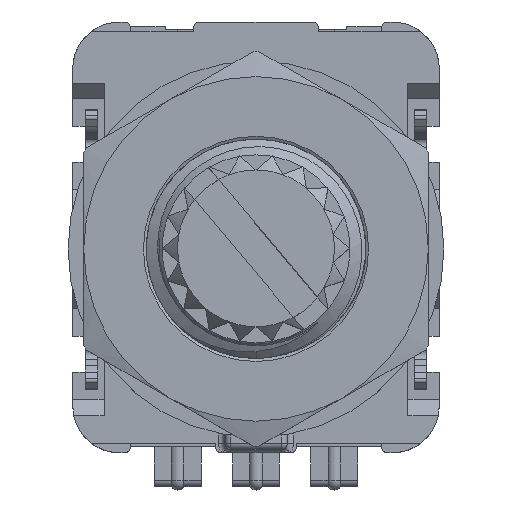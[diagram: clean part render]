
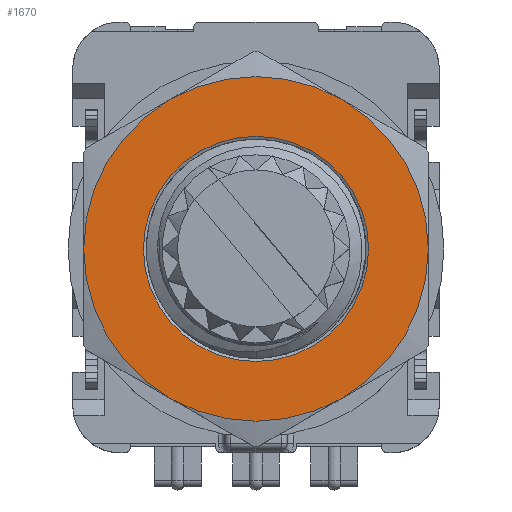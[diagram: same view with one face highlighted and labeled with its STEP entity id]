
A CAD part, top view. The second image highlights one B-rep face of the part: STEP entity #1670.
In plain terms, the highlighted planar face has unit normal (0, 0, 1).
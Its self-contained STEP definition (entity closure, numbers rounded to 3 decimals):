
#1670=ADVANCED_FACE('',(#12182,#12184),#12186,.T.);
#12182=FACE_BOUND('',#12183,.T.);
#12183=EDGE_LOOP('',(#17151,#17152,#17153,#17154,#17155,#17156));
#12184=FACE_BOUND('',#12185,.T.);
#12185=EDGE_LOOP('',(#17157));
#12186=PLANE('',#12187);
#12187=AXIS2_PLACEMENT_3D('',#12188,#12189,#12190);
#12188=CARTESIAN_POINT('',(0.,0.,3.3));
#12189=DIRECTION('',(0.,0.,1.));
#12190=DIRECTION('',(0.,-1.,0.));
#17151=ORIENTED_EDGE('',*,*,#19864,.F.);
#17152=ORIENTED_EDGE('',*,*,#19865,.F.);
#17153=ORIENTED_EDGE('',*,*,#19866,.F.);
#17154=ORIENTED_EDGE('',*,*,#19867,.F.);
#17155=ORIENTED_EDGE('',*,*,#19868,.F.);
#17156=ORIENTED_EDGE('',*,*,#19869,.F.);
#17157=ORIENTED_EDGE('',*,*,#19851,.T.);
#19851=EDGE_CURVE('',#21682,#21682,#21683,.T.);
#19864=EDGE_CURVE('',#21704,#21705,#21706,.T.);
#19865=EDGE_CURVE('',#21707,#21704,#21708,.T.);
#19866=EDGE_CURVE('',#21709,#21707,#21710,.T.);
#19867=EDGE_CURVE('',#21711,#21709,#21712,.T.);
#19868=EDGE_CURVE('',#21713,#21711,#21714,.T.);
#19869=EDGE_CURVE('',#21705,#21713,#21715,.T.);
#21682=VERTEX_POINT('',#26862);
#21683=CIRCLE('',#26863,3.594);
#21704=VERTEX_POINT('',#27369);
#21705=VERTEX_POINT('',#27370);
#21706=CIRCLE('',#27371,5.5);
#21707=VERTEX_POINT('',#27375);
#21708=CIRCLE('',#27376,5.5);
#21709=VERTEX_POINT('',#27380);
#21710=CIRCLE('',#27381,5.5);
#21711=VERTEX_POINT('',#27385);
#21712=CIRCLE('',#27386,5.5);
#21713=VERTEX_POINT('',#27390);
#21714=CIRCLE('',#27391,5.5);
#21715=CIRCLE('',#27395,5.5);
#26862=CARTESIAN_POINT('',(0.,-3.594,3.3));
#26863=AXIS2_PLACEMENT_3D('',#26864,#26865,#26866);
#26864=CARTESIAN_POINT('',(0.,0.,3.3));
#26865=DIRECTION('',(0.,0.,-1.));
#26866=DIRECTION('',(0.,-1.,0.));
#27369=CARTESIAN_POINT('',(5.5,0.,3.3));
#27370=CARTESIAN_POINT('',(2.75,-4.763,3.3));
#27371=AXIS2_PLACEMENT_3D('',#27372,#27373,#27374);
#27372=CARTESIAN_POINT('',(0.,0.,3.3));
#27373=DIRECTION('',(0.,0.,-1.));
#27374=DIRECTION('',(1.,0.,0.));
#27375=CARTESIAN_POINT('',(2.75,4.763,3.3));
#27376=AXIS2_PLACEMENT_3D('',#27377,#27378,#27379);
#27377=CARTESIAN_POINT('',(0.,0.,3.3));
#27378=DIRECTION('',(0.,0.,-1.));
#27379=DIRECTION('',(0.5,0.866,0.));
#27380=CARTESIAN_POINT('',(-2.75,4.763,3.3));
#27381=AXIS2_PLACEMENT_3D('',#27382,#27383,#27384);
#27382=CARTESIAN_POINT('',(0.,0.,3.3));
#27383=DIRECTION('',(0.,0.,-1.));
#27384=DIRECTION('',(-0.5,0.866,0.));
#27385=CARTESIAN_POINT('',(-5.5,0.,3.3));
#27386=AXIS2_PLACEMENT_3D('',#27387,#27388,#27389);
#27387=CARTESIAN_POINT('',(0.,0.,3.3));
#27388=DIRECTION('',(0.,0.,-1.));
#27389=DIRECTION('',(-1.,0.,0.));
#27390=CARTESIAN_POINT('',(-2.75,-4.763,3.3));
#27391=AXIS2_PLACEMENT_3D('',#27392,#27393,#27394);
#27392=CARTESIAN_POINT('',(0.,0.,3.3));
#27393=DIRECTION('',(0.,0.,-1.));
#27394=DIRECTION('',(-0.5,-0.866,0.));
#27395=AXIS2_PLACEMENT_3D('',#27396,#27397,#27398);
#27396=CARTESIAN_POINT('',(0.,0.,3.3));
#27397=DIRECTION('',(0.,0.,-1.));
#27398=DIRECTION('',(0.5,-0.866,0.));
